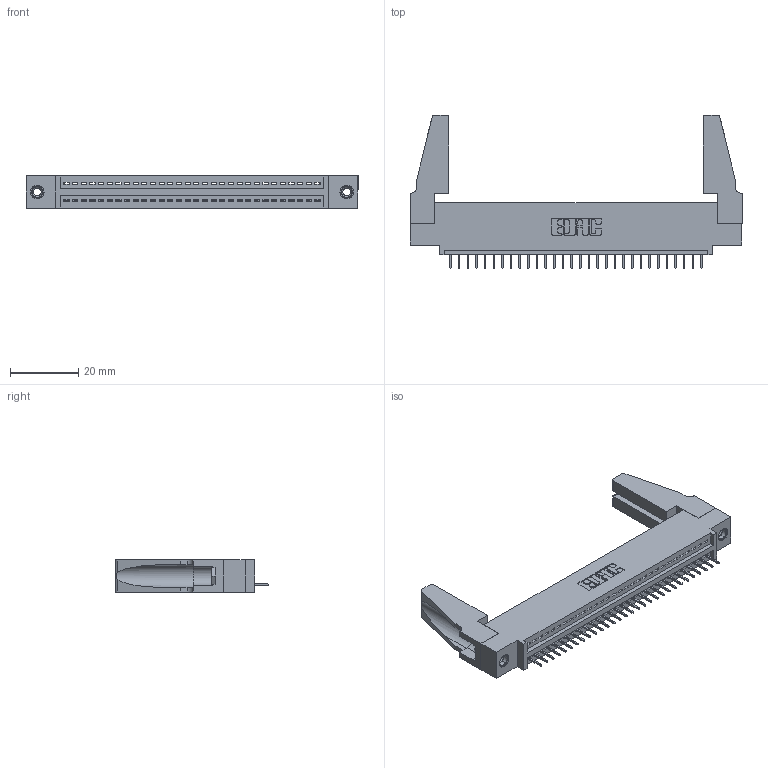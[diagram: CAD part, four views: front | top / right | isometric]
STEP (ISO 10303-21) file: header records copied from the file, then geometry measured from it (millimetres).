
FILE_DESCRIPTION (( 'STEP AP203' ), '1' );
FILE_NAME ('345-030-524-488.STEP', '2019-10-07T09:39:46', ( '' ), ( '' ), 'SwSTEP 2.0', 'SolidWorks 2016', '' );
FILE_SCHEMA (( 'CONFIG_CONTROL_DESIGN' ));
Length unit declared in the file: inch
Products named in the file (5): 345 Part_0.110 Offset - 0.156 Dia-TH; 345-030-524-488; 345-220-078_345-220-088; 345-250-001_345-250-001-102; 345-292-001_345-293-124
Assembly tree (35 placements, depth 2):
  345-030-524-488
    345 Part_0.110 Offset - 0.156 Dia-TH
    345-292-001_345-293-124  x30
    345-250-001_345-250-001-102  x2
    345-220-078_345-220-088  x2
Bounding box: 97.43 x 45.01 x 9.4 mm (x, y, z)
Volume: 12216.7 mm3; surface area: 14581.8 mm2
Topology: 35 solids, 35 shells, 2114 faces, 6067 edges, 3914 vertices
Faces by surface type: plane 1536, cylinder 562, cone 12, torus 4
Entity records: 26548 total; most frequent: CARTESIAN_POINT 4588, ORIENTED_EDGE 4512, DIRECTION 4032, EDGE_CURVE 2256, LINE 1966, VECTOR 1966, VERTEX_POINT 1494, AXIS2_PLACEMENT_3D 1033
